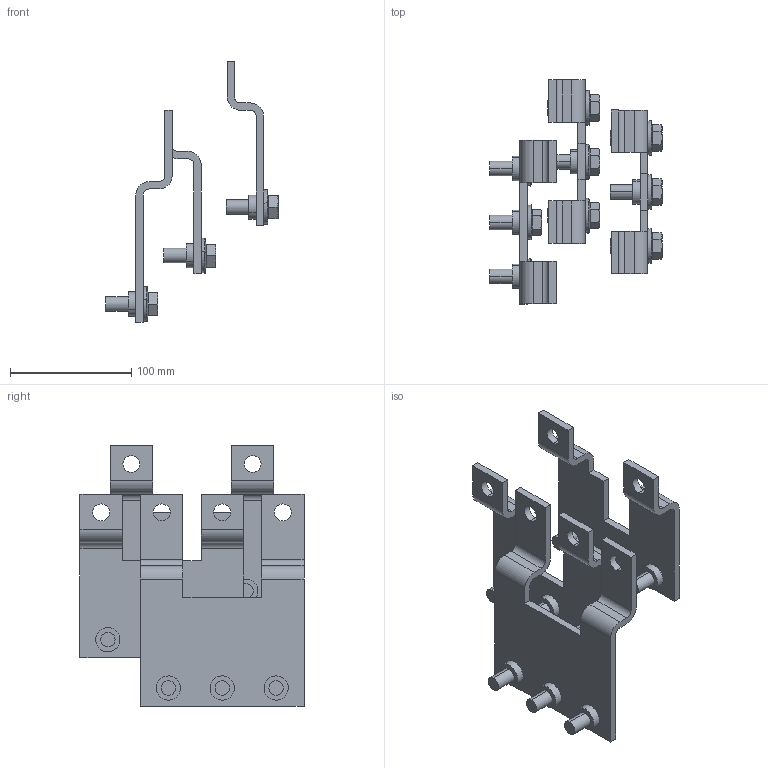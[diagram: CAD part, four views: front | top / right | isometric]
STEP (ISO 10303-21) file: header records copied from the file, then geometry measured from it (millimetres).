
FILE_DESCRIPTION((''),'2;1');
FILE_NAME('L8990669_VERSCHIENUNGSBAUSATZ-V_ASM','2021-05-13T',('marketing.praksa'),('Audax d.o.o.'),'CREO PARAMETRIC BY PTC INC, 2017480','CREO PARAMETRIC BY PTC INC, 2017480','');
FILE_SCHEMA(('AUTOMOTIVE_DESIGN { 1 0 10303 214 1 1 1 1 }'));
Length unit declared in the file: millimetre
Products named in the file (10): 61231_SETZMUTTER_M12; 66905_SPANNSCHEIBE_DIN_6796_1_3; 65811_SECHSKANTSCHRAUBE_M12X35; 800373_ANSCHLUSSWINKEL_L1_KPL_ASM; 151753_ANSCHLUSSWINKEL; 66905_SPANNSCHEIBE_DIN_6796_12; 800372_ANSCHLUSSWINKEL_L2_L3_KP_ASM; PRT9556; FHHGHFG; L8990669_VERSCHIENUNGSBAUSATZ-V_ASM
Assembly tree (24 placements, depth 3):
  L8990669_VERSCHIENUNGSBAUSATZ-V_ASM
    800373_ANSCHLUSSWINKEL_L1_KPL_ASM
      61231_SETZMUTTER_M12  x3
      66905_SPANNSCHEIBE_DIN_6796_1_3  x3
      65811_SECHSKANTSCHRAUBE_M12X35  x3
    800372_ANSCHLUSSWINKEL_L2_L3_KP_ASM  x2
      151753_ANSCHLUSSWINKEL
      61231_SETZMUTTER_M12
      66905_SPANNSCHEIBE_DIN_6796_12
      65811_SECHSKANTSCHRAUBE_M12X35
    PRT9556
    FHHGHFG
Bounding box: 142.18 x 185 x 215 mm (x, y, z)
Volume: 363197.5 mm3; surface area: 158635.2 mm2
Topology: 33 solids, 33 shells, 590 faces, 1434 edges, 922 vertices
Faces by surface type: plane 236, cylinder 192, cone 162
Entity records: 11799 total; most frequent: CARTESIAN_POINT 1453, DIRECTION 1390, ORIENTED_EDGE 1228, PRESENTATION_STYLE_ASSIGNMENT 853, STYLED_ITEM 853, CURVE_STYLE 614, EDGE_CURVE 614, AXIS2_PLACEMENT_3D 505
